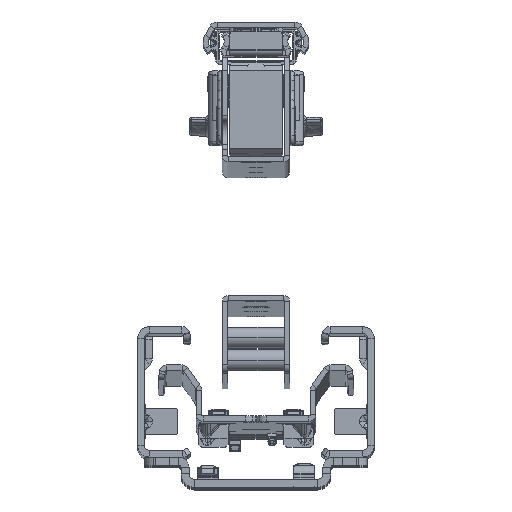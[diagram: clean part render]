
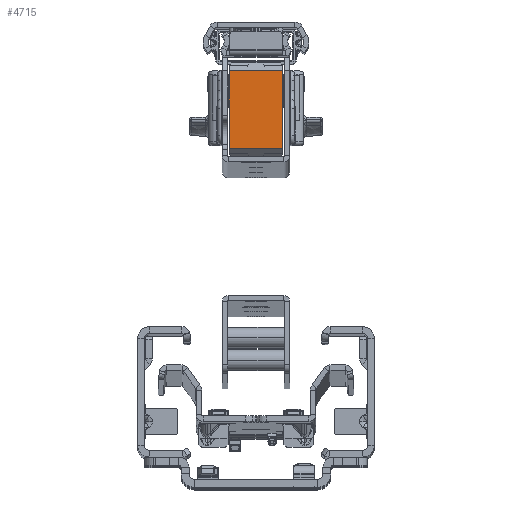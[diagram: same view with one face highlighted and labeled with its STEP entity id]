
A CAD part, top view. The second image highlights one B-rep face of the part: STEP entity #4715.
In plain terms, the highlighted face is planar.
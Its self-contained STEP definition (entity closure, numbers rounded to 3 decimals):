
#339 = ORIENTED_EDGE ( 'NONE', *, *, #10287, .T. ) ;
#4715 = ADVANCED_FACE ( 'NONE', ( #54005 ), #89461, .T. ) ;
#5009 = CARTESIAN_POINT ( 'NONE',  ( -8., -14.5, 9. ) ) ;
#6043 = DIRECTION ( 'NONE',  ( 0., 0., 1. ) ) ;
#6438 = VERTEX_POINT ( 'NONE', #72637 ) ;
#7534 = DIRECTION ( 'NONE',  ( 0., 1., 0. ) ) ;
#9893 = AXIS2_PLACEMENT_3D ( 'NONE', #71217, #121401, #6043 ) ;
#10287 = EDGE_CURVE ( 'NONE', #6438, #46097, #124780, .T. ) ;
#11926 = LINE ( 'NONE', #33314, #66214 ) ;
#20030 = VERTEX_POINT ( 'NONE', #32063 ) ;
#32063 = CARTESIAN_POINT ( 'NONE',  ( -8., 14.5, -10. ) ) ;
#33314 = CARTESIAN_POINT ( 'NONE',  ( -8., -17.5, -10. ) ) ;
#34290 = EDGE_LOOP ( 'NONE', ( #75856, #101333, #339, #97922 ) ) ;
#36571 = VECTOR ( 'NONE', #84822, 1000. ) ;
#41744 = EDGE_CURVE ( 'NONE', #45114, #20030, #11926, .T. ) ;
#42026 = VECTOR ( 'NONE', #53002, 1000. ) ;
#45114 = VERTEX_POINT ( 'NONE', #113754 ) ;
#46097 = VERTEX_POINT ( 'NONE', #85360 ) ;
#53002 = DIRECTION ( 'NONE',  ( 0., 0., 1. ) ) ;
#54005 = FACE_OUTER_BOUND ( 'NONE', #34290, .T. ) ;
#59988 = VECTOR ( 'NONE', #7534, 1000. ) ;
#63071 = LINE ( 'NONE', #5009, #42026 ) ;
#64145 = EDGE_CURVE ( 'NONE', #45114, #6438, #63071, .T. ) ;
#66214 = VECTOR ( 'NONE', #100750, 1000. ) ;
#71217 = CARTESIAN_POINT ( 'NONE',  ( -8., -17.5, 10. ) ) ;
#72637 = CARTESIAN_POINT ( 'NONE',  ( -8., -14.5, 10. ) ) ;
#75856 = ORIENTED_EDGE ( 'NONE', *, *, #41744, .F. ) ;
#84822 = DIRECTION ( 'NONE',  ( 0., 0., -1. ) ) ;
#85360 = CARTESIAN_POINT ( 'NONE',  ( -8., 14.5, 10. ) ) ;
#86927 = CARTESIAN_POINT ( 'NONE',  ( -8., -17.5, 10. ) ) ;
#89461 = PLANE ( 'NONE',  #9893 ) ;
#94306 = LINE ( 'NONE', #104410, #36571 ) ;
#97922 = ORIENTED_EDGE ( 'NONE', *, *, #115318, .T. ) ;
#100750 = DIRECTION ( 'NONE',  ( 0., 1., 0. ) ) ;
#101333 = ORIENTED_EDGE ( 'NONE', *, *, #64145, .T. ) ;
#104410 = CARTESIAN_POINT ( 'NONE',  ( -8., 14.5, -9. ) ) ;
#113754 = CARTESIAN_POINT ( 'NONE',  ( -8., -14.5, -10. ) ) ;
#115318 = EDGE_CURVE ( 'NONE', #46097, #20030, #94306, .T. ) ;
#121401 = DIRECTION ( 'NONE',  ( -1., 0., 0. ) ) ;
#124780 = LINE ( 'NONE', #86927, #59988 ) ;
